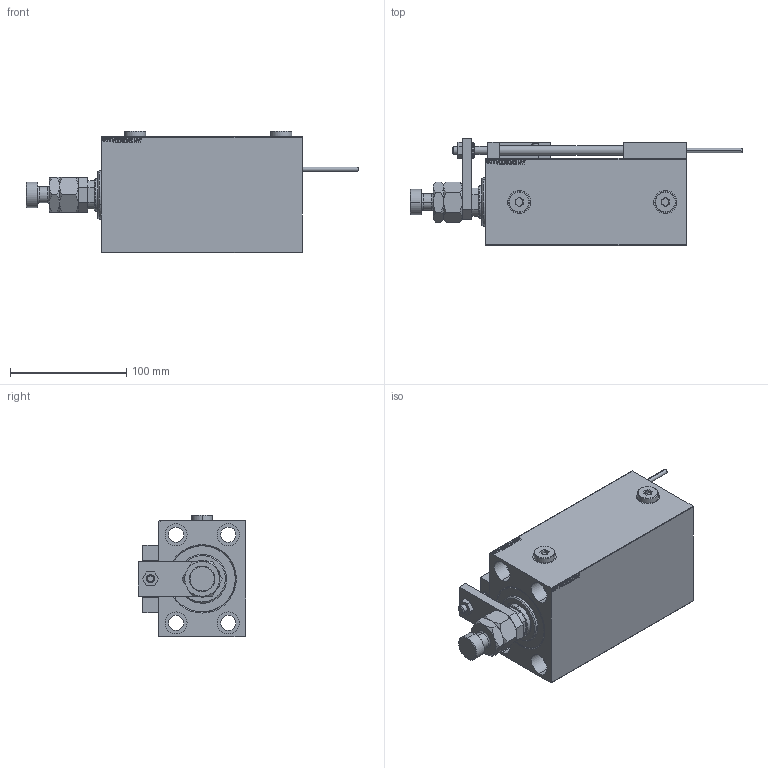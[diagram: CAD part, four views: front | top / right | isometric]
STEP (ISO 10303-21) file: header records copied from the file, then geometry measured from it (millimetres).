
FILE_DESCRIPTION (( 'STEP AP203' ), '1' );
FILE_NAME ('b455.STEP', '2024-02-12T22:13:46', ( '' ), ( '' ), 'SwSTEP 2.0', 'SolidWorks 2019', '' );
FILE_SCHEMA (( 'CONFIG_CONTROL_DESIGN' ));
Length unit declared in the file: millimetre
Products named in the file (17): TYC_L79 4122b7df675f817688240804e6ba66bf; NUT_D12 4122b7df675f817688240804e6ba66bf; SWITCH X 4122b7df675f817688240804e6ba66bf; V450CM_C_VCP 4122b7df675f817688240804e6ba66bf; V450CM_VC_B 4122b7df675f817688240804e6ba66bf; ZARAZKA 4122b7df675f817688240804e6ba66bf; Block 4122b7df675f817688240804e6ba66bf; X_Y_MFA 4122b7df675f817688240804e6ba66bf; ALLEN BOLT D5 4122b7df675f817688240804e6ba66bf; MAGNET 4122b7df675f817688240804e6ba66bf; b455; V450CM_C_Body 4122b7df675f817688240804e6ba66bf; SWITCH DIM B,W 4122b7df675f817688240804e6ba66bf; ALLEN BOLT D8 4122b7df675f817688240804e6ba66bf; Zatka_OIL_PORT 4122b7df675f817688240804e6ba66bf; KONCOVKA 4122b7df675f817688240804e6ba66bf; SWITCH_X_FRONT_BACK 4122b7df675f817688240804e6ba66bf
Assembly tree (27 placements, depth 3):
  b455
    V450CM_C_Body 4122b7df675f817688240804e6ba66bf
    SWITCH X 4122b7df675f817688240804e6ba66bf
      SWITCH_X_FRONT_BACK 4122b7df675f817688240804e6ba66bf  x2
      TYC_L79 4122b7df675f817688240804e6ba66bf
      Block 4122b7df675f817688240804e6ba66bf  x2
      ALLEN BOLT D5 4122b7df675f817688240804e6ba66bf  x4
      ALLEN BOLT D8 4122b7df675f817688240804e6ba66bf  x4
      MAGNET 4122b7df675f817688240804e6ba66bf  x2
      KONCOVKA 4122b7df675f817688240804e6ba66bf  x2
    NUT_D12 4122b7df675f817688240804e6ba66bf
    SWITCH DIM B,W 4122b7df675f817688240804e6ba66bf
    ZARAZKA 4122b7df675f817688240804e6ba66bf
    V450CM_C_VCP 4122b7df675f817688240804e6ba66bf
    V450CM_VC_B 4122b7df675f817688240804e6ba66bf
    X_Y_MFA 4122b7df675f817688240804e6ba66bf
    Zatka_OIL_PORT 4122b7df675f817688240804e6ba66bf  x2
Bounding box: 286 x 92.5 x 104.9 mm (x, y, z)
Volume: 1134652.4 mm3; surface area: 199497.2 mm2
Topology: 26 solids, 26 shells, 1391 faces, 3300 edges, 2097 vertices
Faces by surface type: plane 611, bspline 380, cylinder 210, cone 138, torus 48, sphere 4
Entity records: 53301 total; most frequent: CARTESIAN_POINT 26905, ORIENTED_EDGE 5540, DIRECTION 3852, EDGE_CURVE 2770, VERTEX_POINT 1797, LINE 1556, VECTOR 1556, EDGE_LOOP 1293
